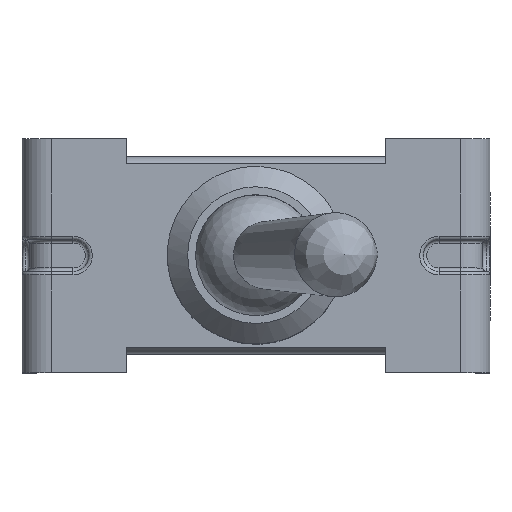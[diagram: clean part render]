
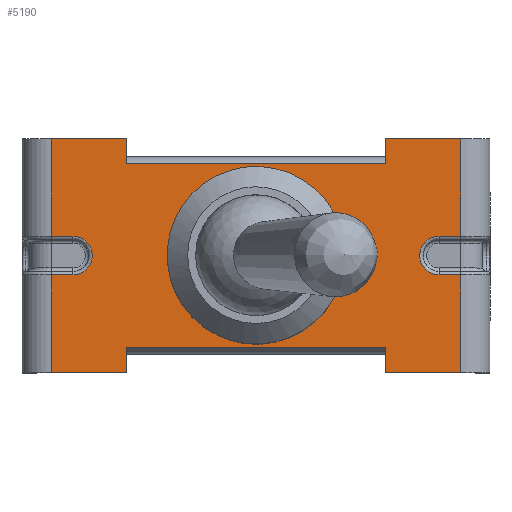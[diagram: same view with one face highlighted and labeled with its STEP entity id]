
A CAD part, top view. The second image highlights one B-rep face of the part: STEP entity #5190.
In plain terms, the highlighted planar face has unit normal (0, 0, 1).
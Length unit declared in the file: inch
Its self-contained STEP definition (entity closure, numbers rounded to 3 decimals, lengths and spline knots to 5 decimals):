
#2726=CARTESIAN_POINT('',(0.09183,-0.02008,0.37008));
#2727=VERTEX_POINT('',#2726);
#2734=CARTESIAN_POINT('',(0.09183,0.02008,0.37008));
#2735=VERTEX_POINT('',#2734);
#2736=CARTESIAN_POINT('',(0.09183,0.02008,0.37008));
#2737=DIRECTION('',(0.0,-1.0,0.0));
#2738=VECTOR('',#2737,0.04016);
#2739=LINE('',#2736,#2738);
#2740=EDGE_CURVE('',#2735,#2727,#2739,.T.);
#2758=CARTESIAN_POINT('',(0.11979,0.02008,0.37008));
#2759=VERTEX_POINT('',#2758);
#2760=CARTESIAN_POINT('',(0.11979,0.02008,0.37008));
#2761=DIRECTION('',(-1.0,0.0,0.0));
#2762=VECTOR('',#2761,0.02795);
#2763=LINE('',#2760,#2762);
#2764=EDGE_CURVE('',#2759,#2735,#2763,.T.);
#2781=CARTESIAN_POINT('',(0.11979,-0.02008,0.37008));
#2782=VERTEX_POINT('',#2781);
#2789=CARTESIAN_POINT('',(0.09183,-0.02008,0.37008));
#2790=DIRECTION('',(1.0,0.0,0.0));
#2791=VECTOR('',#2790,0.02795);
#2792=LINE('',#2789,#2791);
#2793=EDGE_CURVE('',#2727,#2782,#2792,.T.);
#2806=CARTESIAN_POINT('',(0.0,0.0,0.37008));
#2807=DIRECTION('',(0.0,0.0,-1.0));
#2808=DIRECTION('',(0.986,0.165,0.0));
#2809=AXIS2_PLACEMENT_3D('',#2806,#2807,#2808);
#2810=CIRCLE('',#2809,0.12146);
#2811=EDGE_CURVE('',#2782,#2759,#2810,.T.);
#3227=CARTESIAN_POINT('',(0.17717,-0.12539,0.37008));
#3228=VERTEX_POINT('',#3227);
#3235=CARTESIAN_POINT('',(-0.17717,-0.12539,0.37008));
#3236=VERTEX_POINT('',#3235);
#3237=CARTESIAN_POINT('',(-0.17717,-0.12539,0.37008));
#3238=DIRECTION('',(1.0,0.0,0.0));
#3239=VECTOR('',#3238,0.35433);
#3240=LINE('',#3237,#3239);
#3241=EDGE_CURVE('',#3236,#3228,#3240,.T.);
#3266=CARTESIAN_POINT('',(-0.17717,-0.16004,0.37008));
#3267=VERTEX_POINT('',#3266);
#3268=CARTESIAN_POINT('',(-0.17717,-0.16004,0.37008));
#3269=DIRECTION('',(0.0,1.0,0.0));
#3270=VECTOR('',#3269,0.03465);
#3271=LINE('',#3268,#3270);
#3272=EDGE_CURVE('',#3267,#3236,#3271,.T.);
#3296=CARTESIAN_POINT('',(0.17717,-0.16004,0.37008));
#3297=VERTEX_POINT('',#3296);
#3304=CARTESIAN_POINT('',(0.17717,-0.12539,0.37008));
#3305=DIRECTION('',(0.0,-1.0,0.0));
#3306=VECTOR('',#3305,0.03465);
#3307=LINE('',#3304,#3306);
#3308=EDGE_CURVE('',#3228,#3297,#3307,.T.);
#3320=CARTESIAN_POINT('',(0.17717,0.12539,0.37008));
#3321=VERTEX_POINT('',#3320);
#3328=CARTESIAN_POINT('',(0.17717,0.16004,0.37008));
#3329=VERTEX_POINT('',#3328);
#3330=CARTESIAN_POINT('',(0.17717,0.16004,0.37008));
#3331=DIRECTION('',(0.0,-1.0,0.0));
#3332=VECTOR('',#3331,0.03465);
#3333=LINE('',#3330,#3332);
#3334=EDGE_CURVE('',#3329,#3321,#3333,.T.);
#3351=CARTESIAN_POINT('',(-0.17717,0.16004,0.37008));
#3352=VERTEX_POINT('',#3351);
#3359=CARTESIAN_POINT('',(-0.17717,0.12539,0.37008));
#3360=VERTEX_POINT('',#3359);
#3361=CARTESIAN_POINT('',(-0.17717,0.12539,0.37008));
#3362=DIRECTION('',(0.0,1.0,0.0));
#3363=VECTOR('',#3362,0.03465);
#3364=LINE('',#3361,#3363);
#3365=EDGE_CURVE('',#3360,#3352,#3364,.T.);
#3383=CARTESIAN_POINT('',(0.17717,0.12539,0.37008));
#3384=DIRECTION('',(-1.0,0.0,0.0));
#3385=VECTOR('',#3384,0.35433);
#3386=LINE('',#3383,#3385);
#3387=EDGE_CURVE('',#3321,#3360,#3386,.T.);
#3399=CARTESIAN_POINT('',(-0.27992,-0.16004,0.37008));
#3400=VERTEX_POINT('',#3399);
#3401=CARTESIAN_POINT('',(-0.17717,-0.16004,0.37008));
#3402=DIRECTION('',(-1.0,0.0,0.0));
#3403=VECTOR('',#3402,0.10276);
#3404=LINE('',#3401,#3403);
#3405=EDGE_CURVE('',#3267,#3400,#3404,.T.);
#3606=CARTESIAN_POINT('',(-0.27992,0.16004,0.37008));
#3607=VERTEX_POINT('',#3606);
#3615=CARTESIAN_POINT('',(-0.27992,0.16004,0.37008));
#3616=DIRECTION('',(1.0,0.0,0.0));
#3617=VECTOR('',#3616,0.10276);
#3618=LINE('',#3615,#3617);
#3619=EDGE_CURVE('',#3607,#3352,#3618,.T.);
#3630=CARTESIAN_POINT('',(0.27992,0.16004,0.37008));
#3631=VERTEX_POINT('',#3630);
#3632=CARTESIAN_POINT('',(0.17717,0.16004,0.37008));
#3633=DIRECTION('',(1.0,0.0,0.0));
#3634=VECTOR('',#3633,0.10276);
#3635=LINE('',#3632,#3634);
#3636=EDGE_CURVE('',#3329,#3631,#3635,.T.);
#3970=CARTESIAN_POINT('',(0.27992,-0.02638,0.37008));
#3971=VERTEX_POINT('',#3970);
#3989=CARTESIAN_POINT('',(0.25039,-0.02638,0.37008));
#3990=VERTEX_POINT('',#3989);
#3998=CARTESIAN_POINT('',(0.25039,-0.02638,0.37008));
#3999=DIRECTION('',(1.0,0.0,0.0));
#4000=VECTOR('',#3999,0.02953);
#4001=LINE('',#3998,#4000);
#4002=EDGE_CURVE('',#3990,#3971,#4001,.T.);
#4048=CARTESIAN_POINT('',(0.25039,0.02638,0.37008));
#4049=VERTEX_POINT('',#4048);
#4057=CARTESIAN_POINT('',(0.25039,0.,0.37008));
#4058=DIRECTION('',(0.0,0.0,1.0));
#4059=DIRECTION('',(-1.0,0.0,0.0));
#4060=AXIS2_PLACEMENT_3D('',#4057,#4058,#4059);
#4061=CIRCLE('',#4060,0.02638);
#4062=EDGE_CURVE('',#4049,#3990,#4061,.T.);
#4114=CARTESIAN_POINT('',(0.27992,0.02638,0.37008));
#4115=VERTEX_POINT('',#4114);
#4123=CARTESIAN_POINT('',(0.27992,0.02638,0.37008));
#4124=DIRECTION('',(-1.0,0.0,0.0));
#4125=VECTOR('',#4124,0.02953);
#4126=LINE('',#4123,#4125);
#4127=EDGE_CURVE('',#4115,#4049,#4126,.T.);
#4351=CARTESIAN_POINT('',(0.27992,-0.16004,0.37008));
#4352=VERTEX_POINT('',#4351);
#4353=CARTESIAN_POINT('',(0.27992,-0.16004,0.37008));
#4354=DIRECTION('',(0.0,1.0,0.0));
#4355=VECTOR('',#4354,0.13366);
#4356=LINE('',#4353,#4355);
#4357=EDGE_CURVE('',#4352,#3971,#4356,.T.);
#5113=CARTESIAN_POINT('',(0.30791,0.17604,0.37008));
#5114=DIRECTION('',(0.0,0.0,1.0));
#5115=DIRECTION('',(1.0,0.0,0.0));
#5116=AXIS2_PLACEMENT_3D('',#5113,#5114,#5115);
#5117=PLANE('',#5116);
#5118=ORIENTED_EDGE('',*,*,#3308,.T.);
#5119=CARTESIAN_POINT('',(0.27992,-0.16004,0.37008));
#5120=DIRECTION('',(-1.0,0.0,0.0));
#5121=VECTOR('',#5120,0.10276);
#5122=LINE('',#5119,#5121);
#5123=EDGE_CURVE('',#4352,#3297,#5122,.T.);
#5124=ORIENTED_EDGE('',*,*,#5123,.F.);
#5125=ORIENTED_EDGE('',*,*,#4357,.T.);
#5126=ORIENTED_EDGE('',*,*,#4002,.F.);
#5127=ORIENTED_EDGE('',*,*,#4062,.F.);
#5128=ORIENTED_EDGE('',*,*,#4127,.F.);
#5129=CARTESIAN_POINT('',(0.27992,0.02638,0.37008));
#5130=DIRECTION('',(0.0,1.0,0.0));
#5131=VECTOR('',#5130,0.13366);
#5132=LINE('',#5129,#5131);
#5133=EDGE_CURVE('',#4115,#3631,#5132,.T.);
#5134=ORIENTED_EDGE('',*,*,#5133,.T.);
#5135=ORIENTED_EDGE('',*,*,#3636,.F.);
#5136=ORIENTED_EDGE('',*,*,#3334,.T.);
#5137=ORIENTED_EDGE('',*,*,#3387,.T.);
#5138=ORIENTED_EDGE('',*,*,#3365,.T.);
#5139=ORIENTED_EDGE('',*,*,#3619,.F.);
#5140=CARTESIAN_POINT('',(-0.27992,0.02638,0.37008));
#5141=VERTEX_POINT('',#5140);
#5142=CARTESIAN_POINT('',(-0.27992,0.16004,0.37008));
#5143=DIRECTION('',(0.0,-1.0,0.0));
#5144=VECTOR('',#5143,0.13366);
#5145=LINE('',#5142,#5144);
#5146=EDGE_CURVE('',#3607,#5141,#5145,.T.);
#5147=ORIENTED_EDGE('',*,*,#5146,.T.);
#5148=CARTESIAN_POINT('',(-0.25039,0.02638,0.37008));
#5149=VERTEX_POINT('',#5148);
#5150=CARTESIAN_POINT('',(-0.25039,0.02638,0.37008));
#5151=DIRECTION('',(-1.0,0.0,0.0));
#5152=VECTOR('',#5151,0.02953);
#5153=LINE('',#5150,#5152);
#5154=EDGE_CURVE('',#5149,#5141,#5153,.T.);
#5155=ORIENTED_EDGE('',*,*,#5154,.F.);
#5156=CARTESIAN_POINT('',(-0.25039,-0.02638,0.37008));
#5157=VERTEX_POINT('',#5156);
#5158=CARTESIAN_POINT('',(-0.25039,0.,0.37008));
#5159=DIRECTION('',(0.0,0.0,1.0));
#5160=DIRECTION('',(1.0,0.0,0.0));
#5161=AXIS2_PLACEMENT_3D('',#5158,#5159,#5160);
#5162=CIRCLE('',#5161,0.02638);
#5163=EDGE_CURVE('',#5157,#5149,#5162,.T.);
#5164=ORIENTED_EDGE('',*,*,#5163,.F.);
#5165=CARTESIAN_POINT('',(-0.27992,-0.02638,0.37008));
#5166=VERTEX_POINT('',#5165);
#5167=CARTESIAN_POINT('',(-0.27992,-0.02638,0.37008));
#5168=DIRECTION('',(1.0,0.0,0.0));
#5169=VECTOR('',#5168,0.02953);
#5170=LINE('',#5167,#5169);
#5171=EDGE_CURVE('',#5166,#5157,#5170,.T.);
#5172=ORIENTED_EDGE('',*,*,#5171,.F.);
#5173=CARTESIAN_POINT('',(-0.27992,-0.02638,0.37008));
#5174=DIRECTION('',(0.0,-1.0,0.0));
#5175=VECTOR('',#5174,0.13366);
#5176=LINE('',#5173,#5175);
#5177=EDGE_CURVE('',#5166,#3400,#5176,.T.);
#5178=ORIENTED_EDGE('',*,*,#5177,.T.);
#5179=ORIENTED_EDGE('',*,*,#3405,.F.);
#5180=ORIENTED_EDGE('',*,*,#3272,.T.);
#5181=ORIENTED_EDGE('',*,*,#3241,.T.);
#5182=EDGE_LOOP('',(#5118,#5124,#5125,#5126,#5127,#5128,#5134,#5135,#5136,#5137,#5138,#5139,#5147,#5155,#5164,#5172,#5178,#5179,#5180,#5181));
#5183=FACE_OUTER_BOUND('',#5182,.T.);
#5184=ORIENTED_EDGE('',*,*,#2740,.T.);
#5185=ORIENTED_EDGE('',*,*,#2793,.T.);
#5186=ORIENTED_EDGE('',*,*,#2811,.T.);
#5187=ORIENTED_EDGE('',*,*,#2764,.T.);
#5188=EDGE_LOOP('',(#5184,#5185,#5186,#5187));
#5189=FACE_BOUND('',#5188,.T.);
#5190=ADVANCED_FACE('',(#5183,#5189),#5117,.T.);
